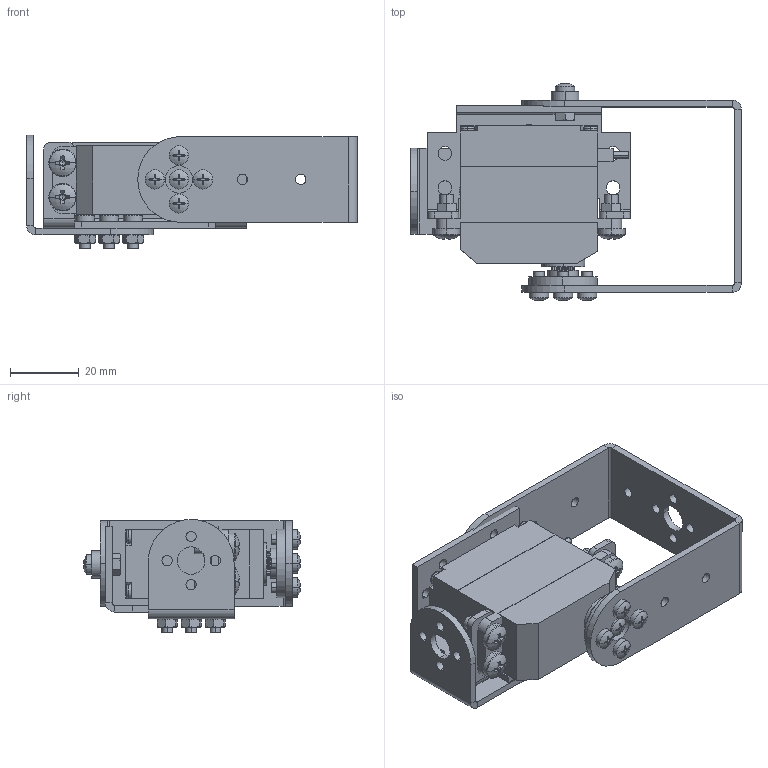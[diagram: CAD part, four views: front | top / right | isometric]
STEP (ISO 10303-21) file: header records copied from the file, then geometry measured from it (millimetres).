
FILE_DESCRIPTION (( 'STEP AP214' ), '1' );
FILE_NAME ('舵机连接件（配长u）.STEP', '2023-05-31T08:21:09', ( '' ), ( '' ), 'SwSTEP 2.0', 'SolidWorks 2020', '' );
FILE_SCHEMA (( 'AUTOMOTIVE_DESIGN' ));
Length unit declared in the file: millimetre
Products named in the file (13): 踢扽翋嗆攫; L倰盓殤; GB818-M3X8-ZN-4.8; 戚宒粣創; 嗆儂蟀諉璃ㄗ饜酗uㄘ; 蚾饜极1; GB6170-M3-ZN-10; GB6170-M4-ZN-10; 等粣嗆儂; 嗣髡夔盓殤; 酗U盓殤; GB818-M4X10-4.8; GB818-M3X6-ZN-4.8
Assembly tree (30 placements, depth 3):
  嗆儂蟀諉璃ㄗ饜酗uㄘ
    蚾饜极1
      L倰盓殤
      嗣髡夔盓殤
      GB818-M3X8-ZN-4.8  x5
      GB6170-M3-ZN-10  x5
      戚宒粣創
      等粣嗆儂
      GB818-M4X10-4.8  x4
      GB6170-M4-ZN-10  x4
      踢扽翋嗆攫
    酗U盓殤
    GB818-M3X6-ZN-4.8  x5
Bounding box: 96.4 x 63.25 x 33 mm (x, y, z)
Volume: 52012.1 mm3; surface area: 32034 mm2
Topology: 29 solids, 29 shells, 1236 faces, 3151 edges, 1992 vertices
Faces by surface type: plane 534, cylinder 398, cone 252, sphere 28, torus 24
Entity records: 25862 total; most frequent: CARTESIAN_POINT 4381, DIRECTION 4291, ORIENTED_EDGE 3938, EDGE_CURVE 1969, AXIS2_PLACEMENT_3D 1645, VERTEX_POINT 1267, VECTOR 1001, LINE 1001
